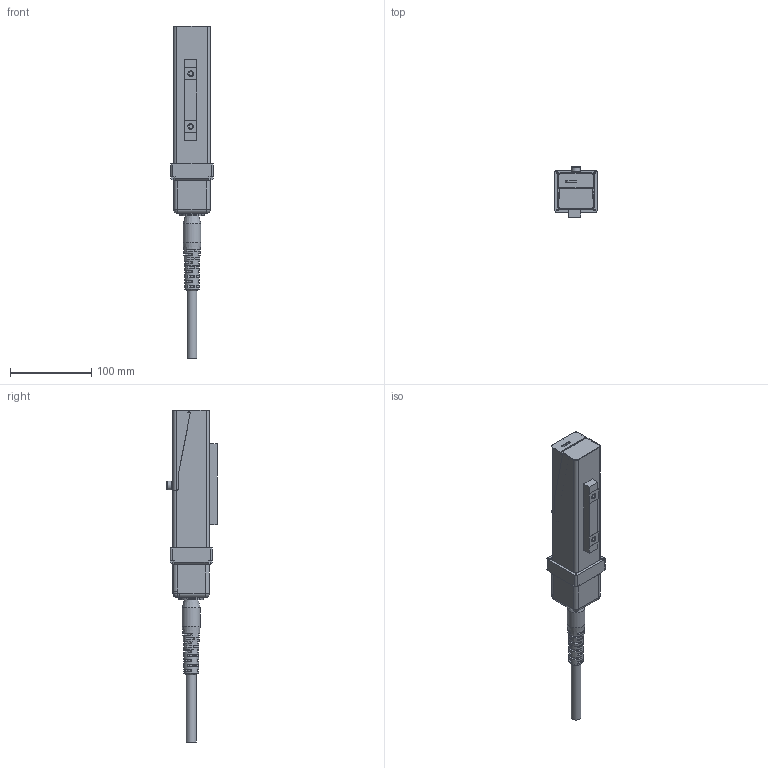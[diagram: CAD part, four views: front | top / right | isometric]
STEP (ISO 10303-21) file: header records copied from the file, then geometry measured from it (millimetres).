
FILE_DESCRIPTION(('FreeCAD Model'),'2;1');
FILE_NAME('Open CASCADE Shape Model','2025-05-08T08:53:24',('FreeCAD'),( 'FreeCAD'),'Open CASCADE STEP processor 7.6','FreeCAD','Unknown');
FILE_SCHEMA(('AUTOMOTIVE_DESIGN { 1 0 10303 214 1 1 1 1 }'));
Products named in the file (1): Open CASCADE STEP translator 7.6 1
Bounding box: 52 x 63.1 x 409 mm (x, y, z)
Volume: 145752.4 mm3; surface area: 122084.2 mm2
Topology: 3 solids, 15 shells, 1410 faces, 3685 edges, 2421 vertices
Faces by surface type: plane 692, cylinder 396, extrusion 143, cone 65, bspline 52, torus 41, sphere 21
Full cylindrical faces by diameter (mm): 2.05 x4, 2.3 x4, 2.459 x6, 2.5 x1, 2.8 x4, 2.85 x1, 2.9 x4, 3 x4, 3.2 x12, 3.5 x4, 3.6 x2, 3.8 x1, 4 x3, 4.4 x2, 4.6 x1, 4.8 x2, 5 x3, 5.2 x1, 5.5 x2, 5.8 x1, 5.934 x1, 6 x1, 6.2 x2, 6.34 x1, 6.5 x2, 6.6 x1, 7 x1, 8 x1, 8.49 x1, 9.2 x1
Entity records: 53202 total; most frequent: CARTESIAN_POINT 19640, ORIENTED_EDGE 7328, DIRECTION 6280, EDGE_CURVE 3664, VERTEX_POINT 2421, AXIS2_PLACEMENT_3D 2253, VECTOR 1774, LINE 1631
